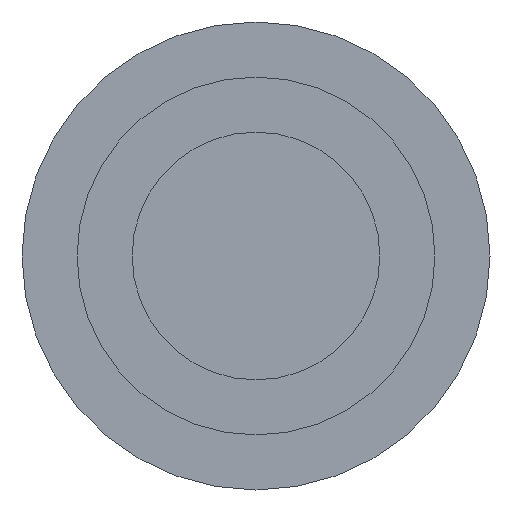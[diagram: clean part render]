
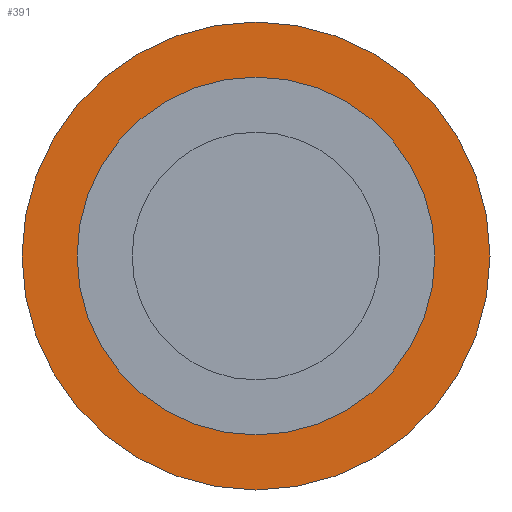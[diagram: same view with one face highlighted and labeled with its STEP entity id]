
A CAD part, left-side view. The second image highlights one B-rep face of the part: STEP entity #391.
In plain terms, the highlighted planar face has unit normal (-1, 0, 0).
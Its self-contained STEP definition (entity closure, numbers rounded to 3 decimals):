
#21 = CARTESIAN_POINT ( 'NONE',  ( -11.418, 0., 0. ) ) ;
#27 = DIRECTION ( 'NONE',  ( 1., 0., 0. ) ) ;
#34 = AXIS2_PLACEMENT_3D ( 'NONE', #449, #257, #334 ) ;
#36 = DIRECTION ( 'NONE',  ( -1., 0., 0. ) ) ;
#47 = EDGE_LOOP ( 'NONE', ( #464, #107 ) ) ;
#64 = DIRECTION ( 'NONE',  ( 0., 0., 1. ) ) ;
#78 = AXIS2_PLACEMENT_3D ( 'NONE', #393, #433, #64 ) ;
#83 = CIRCLE ( 'NONE', #34, 13. ) ;
#107 = ORIENTED_EDGE ( 'NONE', *, *, #133, .F. ) ;
#108 = ORIENTED_EDGE ( 'NONE', *, *, #468, .T. ) ;
#114 = CARTESIAN_POINT ( 'NONE',  ( -11.418, 20.132, 0. ) ) ;
#133 = EDGE_CURVE ( 'NONE', #461, #181, #344, .T. ) ;
#140 = EDGE_CURVE ( 'NONE', #181, #461, #83, .T. ) ;
#141 = PLANE ( 'NONE',  #169 ) ;
#150 = DIRECTION ( 'NONE',  ( 0., 0., 1. ) ) ;
#156 = EDGE_CURVE ( 'NONE', #167, #364, #275, .T. ) ;
#167 = VERTEX_POINT ( 'NONE', #185 ) ;
#169 = AXIS2_PLACEMENT_3D ( 'NONE', #21, #27, #253 ) ;
#177 = EDGE_LOOP ( 'NONE', ( #108, #443 ) ) ;
#178 = CARTESIAN_POINT ( 'NONE',  ( -11.418, 20.132, 17. ) ) ;
#181 = VERTEX_POINT ( 'NONE', #372 ) ;
#185 = CARTESIAN_POINT ( 'NONE',  ( -11.418, 20.132, -17. ) ) ;
#194 = CARTESIAN_POINT ( 'NONE',  ( -11.418, 20.132, 0. ) ) ;
#243 = FACE_BOUND ( 'NONE', #47, .T. ) ;
#244 = AXIS2_PLACEMENT_3D ( 'NONE', #194, #486, #150 ) ;
#249 = CARTESIAN_POINT ( 'NONE',  ( -11.418, 20.132, -13. ) ) ;
#253 = DIRECTION ( 'NONE',  ( 0., 0., -1. ) ) ;
#257 = DIRECTION ( 'NONE',  ( -1., 0., 0. ) ) ;
#275 = CIRCLE ( 'NONE', #469, 17. ) ;
#323 = FACE_OUTER_BOUND ( 'NONE', #177, .T. ) ;
#334 = DIRECTION ( 'NONE',  ( 0., 0., 1. ) ) ;
#344 = CIRCLE ( 'NONE', #244, 13. ) ;
#364 = VERTEX_POINT ( 'NONE', #178 ) ;
#372 = CARTESIAN_POINT ( 'NONE',  ( -11.418, 20.132, 13. ) ) ;
#391 = ADVANCED_FACE ( 'NONE', ( #243, #323 ), #141, .F. ) ;
#393 = CARTESIAN_POINT ( 'NONE',  ( -11.418, 20.132, 0. ) ) ;
#433 = DIRECTION ( 'NONE',  ( -1., 0., 0. ) ) ;
#443 = ORIENTED_EDGE ( 'NONE', *, *, #156, .T. ) ;
#449 = CARTESIAN_POINT ( 'NONE',  ( -11.418, 20.132, 0. ) ) ;
#461 = VERTEX_POINT ( 'NONE', #249 ) ;
#463 = CIRCLE ( 'NONE', #78, 17. ) ;
#464 = ORIENTED_EDGE ( 'NONE', *, *, #140, .F. ) ;
#468 = EDGE_CURVE ( 'NONE', #364, #167, #463, .T. ) ;
#469 = AXIS2_PLACEMENT_3D ( 'NONE', #114, #36, #488 ) ;
#486 = DIRECTION ( 'NONE',  ( -1., 0., 0. ) ) ;
#488 = DIRECTION ( 'NONE',  ( 0., 0., 1. ) ) ;
